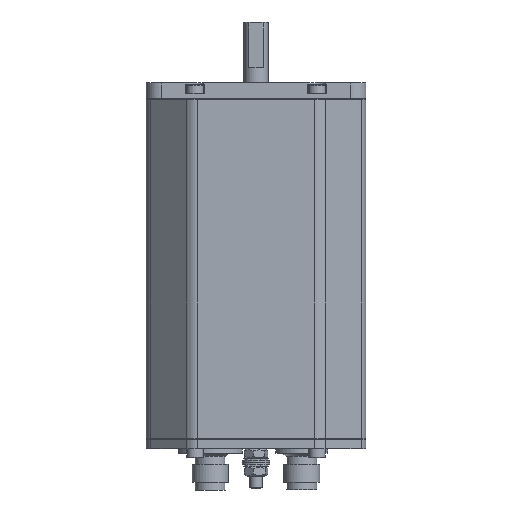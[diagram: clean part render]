
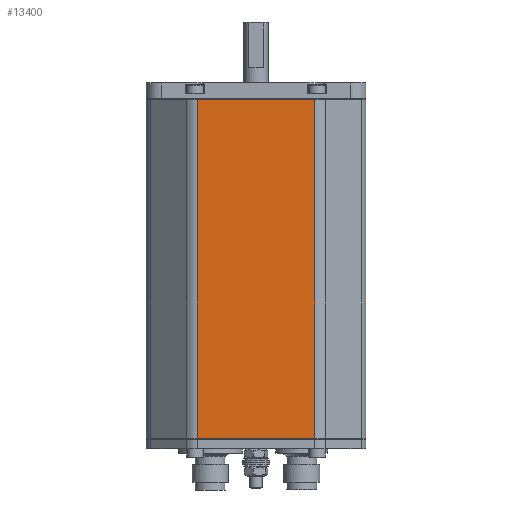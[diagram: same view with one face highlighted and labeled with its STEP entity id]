
A CAD part, front view. The second image highlights one B-rep face of the part: STEP entity #13400.
In plain terms, the highlighted planar face has unit normal (0, -1, 0).
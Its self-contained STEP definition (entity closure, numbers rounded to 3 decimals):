
#10910=CARTESIAN_POINT('',(16.795,0.,0.0));
#10911=VERTEX_POINT('',#10910);
#11029=CARTESIAN_POINT('',(55.205,0.,0.0));
#11030=VERTEX_POINT('',#11029);
#11038=CARTESIAN_POINT('',(16.795,0.,0.0));
#11039=DIRECTION('',(1.0,0.0,0.0));
#11040=VECTOR('',#11039,38.409);
#11041=LINE('',#11038,#11040);
#11042=EDGE_CURVE('',#10911,#11030,#11041,.T.);
#11650=CARTESIAN_POINT('',(16.795,0.,111.));
#11651=VERTEX_POINT('',#11650);
#11661=CARTESIAN_POINT('',(55.205,0.,111.));
#11662=VERTEX_POINT('',#11661);
#11663=CARTESIAN_POINT('',(55.205,0.,111.));
#11664=DIRECTION('',(-1.0,0.0,0.0));
#11665=VECTOR('',#11664,38.409);
#11666=LINE('',#11663,#11665);
#11667=EDGE_CURVE('',#11662,#11651,#11666,.T.);
#13375=CARTESIAN_POINT('',(16.795,0.,0.0));
#13376=DIRECTION('',(0.0,0.0,1.0));
#13377=VECTOR('',#13376,111.);
#13378=LINE('',#13375,#13377);
#13379=EDGE_CURVE('',#10911,#11651,#13378,.T.);
#13384=CARTESIAN_POINT('',(57.276,0.,0.0));
#13385=DIRECTION('',(0.0,-1.0,0.0));
#13386=DIRECTION('',(0.0,0.0,-1.0));
#13387=AXIS2_PLACEMENT_3D('',#13384,#13385,#13386);
#13388=PLANE('',#13387);
#13389=ORIENTED_EDGE('',*,*,#13379,.F.);
#13390=ORIENTED_EDGE('',*,*,#11042,.T.);
#13391=CARTESIAN_POINT('',(55.205,0.,111.));
#13392=DIRECTION('',(0.0,0.0,-1.0));
#13393=VECTOR('',#13392,111.);
#13394=LINE('',#13391,#13393);
#13395=EDGE_CURVE('',#11662,#11030,#13394,.T.);
#13396=ORIENTED_EDGE('',*,*,#13395,.F.);
#13397=ORIENTED_EDGE('',*,*,#11667,.T.);
#13398=EDGE_LOOP('',(#13389,#13390,#13396,#13397));
#13399=FACE_OUTER_BOUND('',#13398,.T.);
#13400=ADVANCED_FACE('',(#13399),#13388,.T.);
